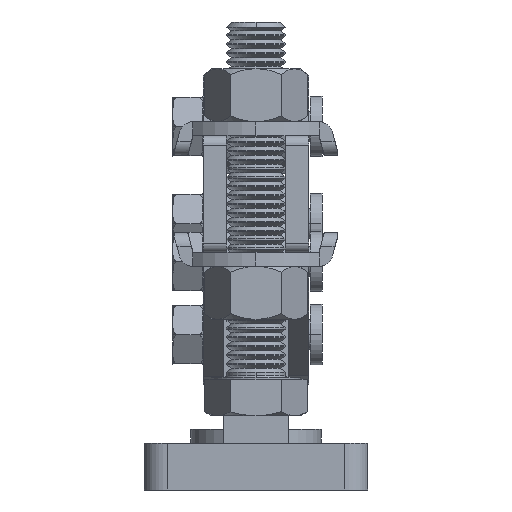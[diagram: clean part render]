
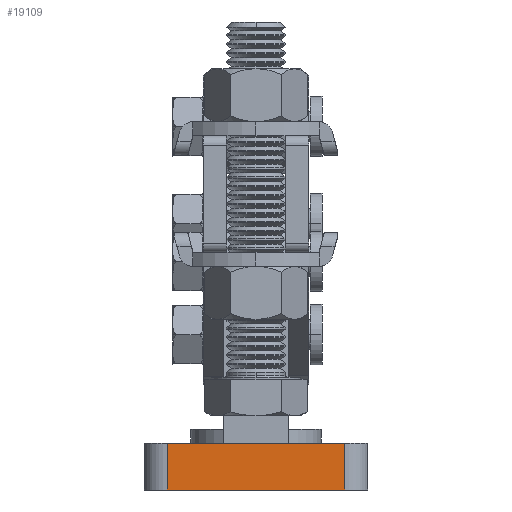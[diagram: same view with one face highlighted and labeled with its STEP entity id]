
A CAD part, left-side view. The second image highlights one B-rep face of the part: STEP entity #19109.
In plain terms, the highlighted planar face has unit normal (-1, 0, 0).
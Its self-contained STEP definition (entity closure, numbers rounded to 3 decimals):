
#7378 = FACE_OUTER_BOUND ( 'NONE', #18698, .T. ) ;
#7487 = VECTOR ( 'NONE', #21399, 1000. ) ;
#7493 = LINE ( 'NONE', #21404, #7487 ) ;
#7632 = VECTOR ( 'NONE', #21588, 1000. ) ;
#7641 = LINE ( 'NONE', #21591, #7632 ) ;
#7674 = EDGE_CURVE ( 'NONE', #24153, #24164, #7866, .T. ) ;
#7699 = EDGE_CURVE ( 'NONE', #24165, #24152, #7825, .T. ) ;
#7802 = EDGE_CURVE ( 'NONE', #24164, #24152, #7641, .T. ) ;
#7817 = VECTOR ( 'NONE', #21497, 1000. ) ;
#7825 = LINE ( 'NONE', #21491, #7817 ) ;
#7858 = VECTOR ( 'NONE', #21689, 1000. ) ;
#7866 = LINE ( 'NONE', #21699, #7858 ) ;
#7892 = EDGE_CURVE ( 'NONE', #24153, #24165, #7493, .T. ) ;
#14373 = ORIENTED_EDGE ( 'NONE', *, *, #7892, .T. ) ;
#14374 = ORIENTED_EDGE ( 'NONE', *, *, #7674, .F. ) ;
#14375 = ORIENTED_EDGE ( 'NONE', *, *, #7802, .F. ) ;
#14376 = ORIENTED_EDGE ( 'NONE', *, *, #7699, .T. ) ;
#18698 = EDGE_LOOP ( 'NONE', ( #14376, #14375, #14374, #14373 ) ) ;
#19109 = ADVANCED_FACE ( 'NONE', ( #7378 ), #21015, .F. ) ;
#19846 = CARTESIAN_POINT ( 'NONE',  ( -45., 19., 0. ) ) ;
#19848 = CARTESIAN_POINT ( 'NONE',  ( -45., -19., 10. ) ) ;
#19866 = CARTESIAN_POINT ( 'NONE',  ( -45., 19., 10. ) ) ;
#19868 = CARTESIAN_POINT ( 'NONE',  ( -45., -19., 0. ) ) ;
#21009 = DIRECTION ( 'NONE',  ( 0., 1., 0. ) ) ;
#21010 = DIRECTION ( 'NONE',  ( 1., 0., 0. ) ) ;
#21015 = PLANE ( 'NONE',  #37467 ) ;
#21023 = CARTESIAN_POINT ( 'NONE',  ( -45., 19., 10. ) ) ;
#21399 = DIRECTION ( 'NONE',  ( 0., 0., -1. ) ) ;
#21404 = CARTESIAN_POINT ( 'NONE',  ( -45., 19., 10. ) ) ;
#21491 = CARTESIAN_POINT ( 'NONE',  ( -45., 19., 0. ) ) ;
#21497 = DIRECTION ( 'NONE',  ( 0., -1., 0. ) ) ;
#21588 = DIRECTION ( 'NONE',  ( 0., 0., -1. ) ) ;
#21591 = CARTESIAN_POINT ( 'NONE',  ( -45., -19., 10. ) ) ;
#21689 = DIRECTION ( 'NONE',  ( 0., -1., 0. ) ) ;
#21699 = CARTESIAN_POINT ( 'NONE',  ( -45., 19., 10. ) ) ;
#24152 = VERTEX_POINT ( 'NONE', #19868 ) ;
#24153 = VERTEX_POINT ( 'NONE', #19866 ) ;
#24164 = VERTEX_POINT ( 'NONE', #19848 ) ;
#24165 = VERTEX_POINT ( 'NONE', #19846 ) ;
#37467 = AXIS2_PLACEMENT_3D ( 'NONE', #21023, #21010, #21009 ) ;
